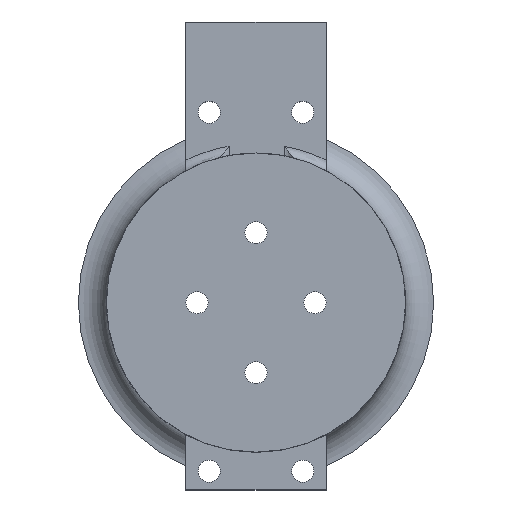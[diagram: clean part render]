
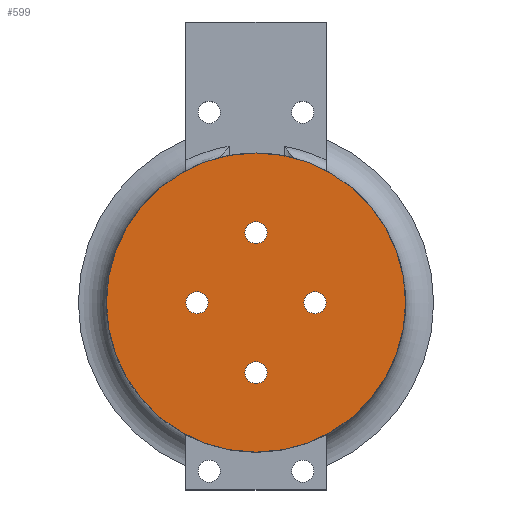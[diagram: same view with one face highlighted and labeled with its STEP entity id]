
A CAD part, top view. The second image highlights one B-rep face of the part: STEP entity #599.
In plain terms, the highlighted planar face has unit normal (0, 0, 1).
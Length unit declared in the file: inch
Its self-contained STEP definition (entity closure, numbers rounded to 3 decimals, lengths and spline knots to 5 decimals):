
#19=FACE_BOUND('',#198,.T.);
#20=FACE_BOUND('',#199,.T.);
#21=FACE_BOUND('',#200,.T.);
#22=FACE_BOUND('',#201,.T.);
#41=PLANE('',#663);
#163=FACE_OUTER_BOUND('',#197,.T.);
#197=EDGE_LOOP('',(#530));
#198=EDGE_LOOP('',(#531));
#199=EDGE_LOOP('',(#532));
#200=EDGE_LOOP('',(#533));
#201=EDGE_LOOP('',(#534));
#229=CIRCLE('',#613,0.79921);
#243=CIRCLE('',#634,0.05906);
#245=CIRCLE('',#637,0.05906);
#247=CIRCLE('',#640,0.05906);
#249=CIRCLE('',#643,0.05906);
#267=VERTEX_POINT('',#891);
#291=VERTEX_POINT('',#986);
#293=VERTEX_POINT('',#992);
#295=VERTEX_POINT('',#998);
#297=VERTEX_POINT('',#1004);
#324=EDGE_CURVE('',#267,#267,#229,.T.);
#357=EDGE_CURVE('',#291,#291,#243,.T.);
#360=EDGE_CURVE('',#293,#293,#245,.T.);
#363=EDGE_CURVE('',#295,#295,#247,.T.);
#366=EDGE_CURVE('',#297,#297,#249,.T.);
#530=ORIENTED_EDGE('',*,*,#324,.T.);
#531=ORIENTED_EDGE('',*,*,#357,.T.);
#532=ORIENTED_EDGE('',*,*,#360,.T.);
#533=ORIENTED_EDGE('',*,*,#363,.T.);
#534=ORIENTED_EDGE('',*,*,#366,.T.);
#599=ADVANCED_FACE('',(#163,#19,#20,#21,#22),#41,.T.);
#613=AXIS2_PLACEMENT_3D('',#892,#686,#687);
#634=AXIS2_PLACEMENT_3D('',#987,#744,#745);
#637=AXIS2_PLACEMENT_3D('',#993,#751,#752);
#640=AXIS2_PLACEMENT_3D('',#999,#758,#759);
#643=AXIS2_PLACEMENT_3D('',#1005,#765,#766);
#663=AXIS2_PLACEMENT_3D('',#1096,#823,#824);
#686=DIRECTION('center_axis',(0.,0.,1.));
#687=DIRECTION('ref_axis',(0.,-1.,0.));
#744=DIRECTION('center_axis',(0.,0.,-1.));
#745=DIRECTION('ref_axis',(-1.,0.,0.));
#751=DIRECTION('center_axis',(0.,0.,-1.));
#752=DIRECTION('ref_axis',(-1.,0.,0.));
#758=DIRECTION('center_axis',(0.,0.,-1.));
#759=DIRECTION('ref_axis',(-1.,0.,0.));
#765=DIRECTION('center_axis',(0.,0.,-1.));
#766=DIRECTION('ref_axis',(-1.,0.,0.));
#823=DIRECTION('center_axis',(0.,0.,1.));
#824=DIRECTION('ref_axis',(0.,-1.,0.));
#891=CARTESIAN_POINT('',(4.,-0.20079,0.76772));
#892=CARTESIAN_POINT('Origin',(4.,-1.,0.76772));
#986=CARTESIAN_POINT('',(3.74409,-1.,0.76772));
#987=CARTESIAN_POINT('Origin',(3.68504,-1.,0.76772));
#992=CARTESIAN_POINT('',(4.05906,-1.37402,0.76772));
#993=CARTESIAN_POINT('Origin',(4.,-1.37402,0.76772));
#998=CARTESIAN_POINT('',(4.05906,-0.62598,0.76772));
#999=CARTESIAN_POINT('Origin',(4.,-0.62598,0.76772));
#1004=CARTESIAN_POINT('',(4.37402,-1.,0.76772));
#1005=CARTESIAN_POINT('Origin',(4.31496,-1.,0.76772));
#1096=CARTESIAN_POINT('Origin',(4.,-1.,0.76772));
